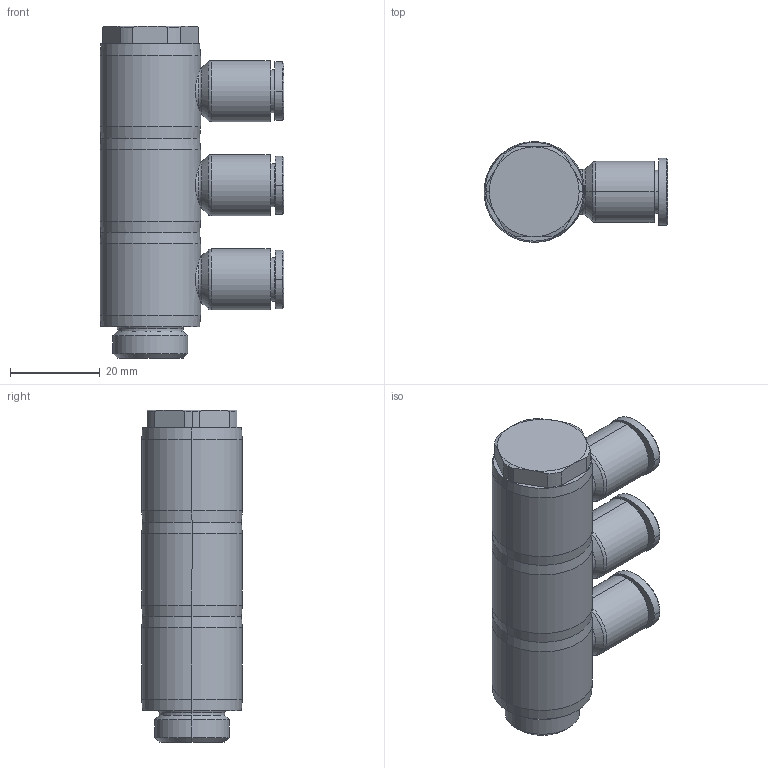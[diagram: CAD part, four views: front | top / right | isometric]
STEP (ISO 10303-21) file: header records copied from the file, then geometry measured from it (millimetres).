
FILE_DESCRIPTION((''),'2;1');
FILE_NAME('GPH_08G03(3)(3D).stp','2012-12-20T18:44:34',(''),(''),'Mechanical Desktop.R8.0.24.0','Mechanical Desktop.R8.0.24.0',', , ');
FILE_SCHEMA(('CONFIG_CONTROL_DESIGN'));
Length unit declared in the file: millimetre
Products named in the file (2): GPH_08G03(3)(3D); 睡ヶ1
Assembly tree (1 placements, depth 2):
  GPH_08G03(3)(3D)
    睡ヶ1
Bounding box: 41 x 22.4 x 74 mm (x, y, z)
Volume: 25519.2 mm3; surface area: 19872.9 mm2
Topology: 1 solids, 1 shells, 1269 faces, 3525 edges, 2318 vertices
Faces by surface type: plane 1023, bspline 93, cylinder 79, cone 68, torus 6
Entity records: 42475 total; most frequent: CARTESIAN_POINT 9977, ORIENTED_EDGE 7046, DIRECTION 6225, EDGE_CURVE 3523, VECTOR 3087, LINE 3087, VERTEX_POINT 2318, AXIS2_PLACEMENT_3D 1569
